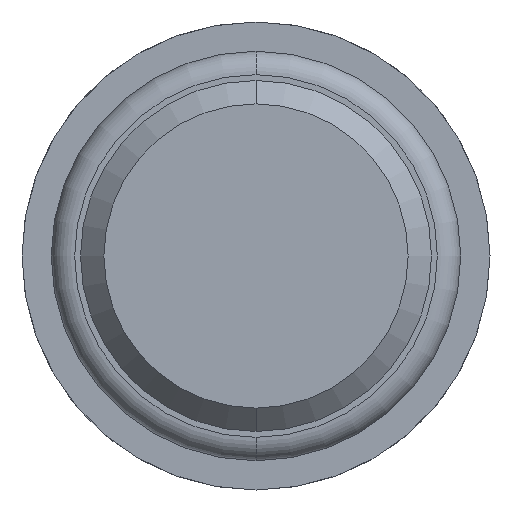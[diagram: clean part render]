
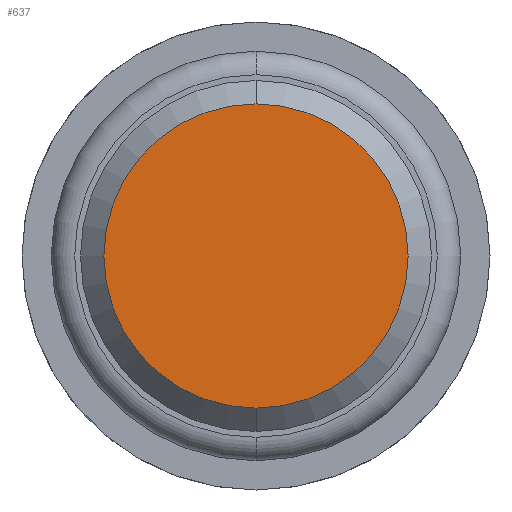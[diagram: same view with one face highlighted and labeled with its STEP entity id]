
A CAD part, front view. The second image highlights one B-rep face of the part: STEP entity #637.
In plain terms, the highlighted planar face has unit normal (0, -1, 0).
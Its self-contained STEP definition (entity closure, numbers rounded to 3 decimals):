
#227 = CARTESIAN_POINT ( 'NONE',  ( 0., -13.2, 0. ) ) ;
#244 = VERTEX_POINT ( 'NONE', #2730 ) ;
#336 = VERTEX_POINT ( 'NONE', #1859 ) ;
#637 = ADVANCED_FACE ( 'Defeature ausgef�hrt2_2', ( #2268 ), #1066, .F. ) ;
#744 = DIRECTION ( 'NONE',  ( 0., -1., 0. ) ) ;
#752 = DIRECTION ( 'NONE',  ( 0., 0., 1. ) ) ;
#1066 = PLANE ( 'NONE',  #2492 ) ;
#1312 = CARTESIAN_POINT ( 'NONE',  ( 0., -13.2, 0. ) ) ;
#1349 = DIRECTION ( 'NONE',  ( 0., 0., 1. ) ) ;
#1585 = CIRCLE ( 'NONE', #2887, 1.3 ) ;
#1614 = EDGE_LOOP ( 'NONE', ( #3388, #2554 ) ) ;
#1674 = CIRCLE ( 'NONE', #2003, 1.3 ) ;
#1859 = CARTESIAN_POINT ( 'NONE',  ( 0., -13.2, -1.3 ) ) ;
#2003 = AXIS2_PLACEMENT_3D ( 'NONE', #1312, #744, #3326 ) ;
#2268 = FACE_OUTER_BOUND ( 'NONE', #1614, .T. ) ;
#2439 = EDGE_CURVE ( 'Defeature ausgef�hrt2_2+Defeature ausgef�hrt2_9+Defeature ausgef�hrt2_9+Defeature ausgef�hrt2_9', #244, #336, #1585, .T. ) ;
#2449 = DIRECTION ( 'NONE',  ( 0., 1., 0. ) ) ;
#2492 = AXIS2_PLACEMENT_3D ( 'NONE', #3072, #2449, #1349 ) ;
#2554 = ORIENTED_EDGE ( 'NONE', *, *, #3556, .T. ) ;
#2730 = CARTESIAN_POINT ( 'NONE',  ( 0., -13.2, 1.3 ) ) ;
#2887 = AXIS2_PLACEMENT_3D ( 'NONE', #227, #3399, #752 ) ;
#3072 = CARTESIAN_POINT ( 'NONE',  ( 0., -13.2, 0. ) ) ;
#3326 = DIRECTION ( 'NONE',  ( 0., 0., 1. ) ) ;
#3388 = ORIENTED_EDGE ( 'NONE', *, *, #2439, .T. ) ;
#3399 = DIRECTION ( 'NONE',  ( 0., -1., 0. ) ) ;
#3556 = EDGE_CURVE ( 'Defeature ausgef�hrt2_2+Defeature ausgef�hrt2_9+Defeature ausgef�hrt2_9+Defeature ausgef�hrt2_9', #336, #244, #1674, .T. ) ;
